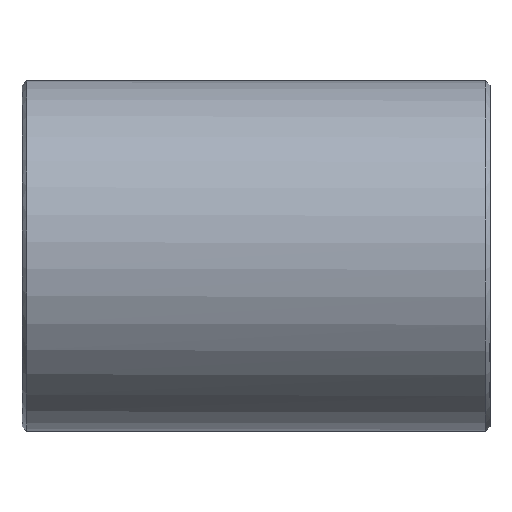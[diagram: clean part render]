
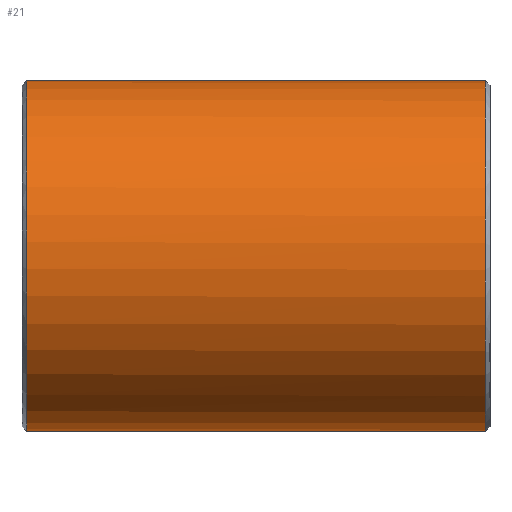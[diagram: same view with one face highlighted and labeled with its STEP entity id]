
A CAD part, front view. The second image highlights one B-rep face of the part: STEP entity #21.
In plain terms, the highlighted free-form (B-spline) face has degree [2, 1] with [9, 2] control points.
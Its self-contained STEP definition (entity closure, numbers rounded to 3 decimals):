
#21=ADVANCED_FACE('',(#31),#145,.T.);
#31=FACE_OUTER_BOUND('',#43,.T.);
#43=EDGE_LOOP('',(#68,#69,#70,#71));
#68=ORIENTED_EDGE('',*,*,#99,.F.);
#69=ORIENTED_EDGE('',*,*,#98,.F.);
#70=ORIENTED_EDGE('',*,*,#100,.F.);
#71=ORIENTED_EDGE('',*,*,#94,.F.);
#94=EDGE_CURVE('',#134,#133,#118,.T.);
#98=EDGE_CURVE('',#137,#136,#120,.T.);
#99=EDGE_CURVE('',#136,#134,#112,.T.);
#100=EDGE_CURVE('',#133,#137,#113,.T.);
#112=B_SPLINE_CURVE_WITH_KNOTS('',1,(#430,#431),.UNSPECIFIED.,.F.,.F.,(2,
2),(0.,29.4),.UNSPECIFIED.);
#113=B_SPLINE_CURVE_WITH_KNOTS('',1,(#432,#433),.UNSPECIFIED.,.F.,.F.,(2,
2),(-29.4,0.),.UNSPECIFIED.);
#118=(
BOUNDED_CURVE()
B_SPLINE_CURVE(2,(#411,#412,#413,#414,#415),.UNSPECIFIED.,.F.,.F.)
B_SPLINE_CURVE_WITH_KNOTS((3,2,3),(-35.343,-17.671,
0.),.UNSPECIFIED.)
CURVE()
GEOMETRIC_REPRESENTATION_ITEM()
RATIONAL_B_SPLINE_CURVE((1.,0.707,1.,0.707,1.))
REPRESENTATION_ITEM('')
);
#120=(
BOUNDED_CURVE()
B_SPLINE_CURVE(2,(#425,#426,#427,#428,#429),.UNSPECIFIED.,.F.,.F.)
B_SPLINE_CURVE_WITH_KNOTS((3,2,3),(-35.343,-17.671,
0.),.UNSPECIFIED.)
CURVE()
GEOMETRIC_REPRESENTATION_ITEM()
RATIONAL_B_SPLINE_CURVE((1.,0.707,1.,0.707,1.))
REPRESENTATION_ITEM('')
);
#133=VERTEX_POINT('',#383);
#134=VERTEX_POINT('',#384);
#136=VERTEX_POINT('',#386);
#137=VERTEX_POINT('',#387);
#145=(
BOUNDED_SURFACE()
B_SPLINE_SURFACE(2,1,((#296,#297),(#298,#299),(#300,#301),(#302,#303),(#304,
#305),(#306,#307),(#308,#309),(#310,#311),(#312,#313)),.UNSPECIFIED.,.T.,
 .F.,.F.)
B_SPLINE_SURFACE_WITH_KNOTS((3,2,2,2,3),(2,2),(0.,1.571,3.142,
4.712,6.283),(0.,35.282),.UNSPECIFIED.)
GEOMETRIC_REPRESENTATION_ITEM()
RATIONAL_B_SPLINE_SURFACE(((1.,1.),(0.707,0.707),
(1.,1.),(0.707,0.707),(1.,1.),(0.707,
0.707),(1.,1.),(0.707,0.707),(1.,1.)))
REPRESENTATION_ITEM('')
SURFACE()
);
#296=CARTESIAN_POINT('',(17.641,11.25,0.));
#297=CARTESIAN_POINT('',(-17.641,11.25,0.));
#298=CARTESIAN_POINT('',(17.641,11.25,-11.25));
#299=CARTESIAN_POINT('',(-17.641,11.25,-11.25));
#300=CARTESIAN_POINT('',(17.641,0.,-11.25));
#301=CARTESIAN_POINT('',(-17.641,0.,-11.25));
#302=CARTESIAN_POINT('',(17.641,-11.25,-11.25));
#303=CARTESIAN_POINT('',(-17.641,-11.25,-11.25));
#304=CARTESIAN_POINT('',(17.641,-11.25,0.));
#305=CARTESIAN_POINT('',(-17.641,-11.25,0.));
#306=CARTESIAN_POINT('',(17.641,-11.25,11.25));
#307=CARTESIAN_POINT('',(-17.641,-11.25,11.25));
#308=CARTESIAN_POINT('',(17.641,0.,11.25));
#309=CARTESIAN_POINT('',(-17.641,0.,11.25));
#310=CARTESIAN_POINT('',(17.641,11.25,11.25));
#311=CARTESIAN_POINT('',(-17.641,11.25,11.25));
#312=CARTESIAN_POINT('',(17.641,11.25,0.));
#313=CARTESIAN_POINT('',(-17.641,11.25,0.));
#383=CARTESIAN_POINT('',(-14.7,0.,11.25));
#384=CARTESIAN_POINT('',(-14.7,0.,-11.25));
#386=CARTESIAN_POINT('',(14.7,0.,-11.25));
#387=CARTESIAN_POINT('',(14.7,0.,11.25));
#411=CARTESIAN_POINT('',(-14.7,0.,-11.25));
#412=CARTESIAN_POINT('',(-14.7,-11.25,-11.25));
#413=CARTESIAN_POINT('',(-14.7,-11.25,0.));
#414=CARTESIAN_POINT('',(-14.7,-11.25,11.25));
#415=CARTESIAN_POINT('',(-14.7,0.,11.25));
#425=CARTESIAN_POINT('',(14.7,0.,11.25));
#426=CARTESIAN_POINT('',(14.7,-11.25,11.25));
#427=CARTESIAN_POINT('',(14.7,-11.25,0.));
#428=CARTESIAN_POINT('',(14.7,-11.25,-11.25));
#429=CARTESIAN_POINT('',(14.7,0.,-11.25));
#430=CARTESIAN_POINT('',(14.7,0.,-11.25));
#431=CARTESIAN_POINT('',(-14.7,0.,-11.25));
#432=CARTESIAN_POINT('',(-14.7,0.,11.25));
#433=CARTESIAN_POINT('',(14.7,0.,11.25));
